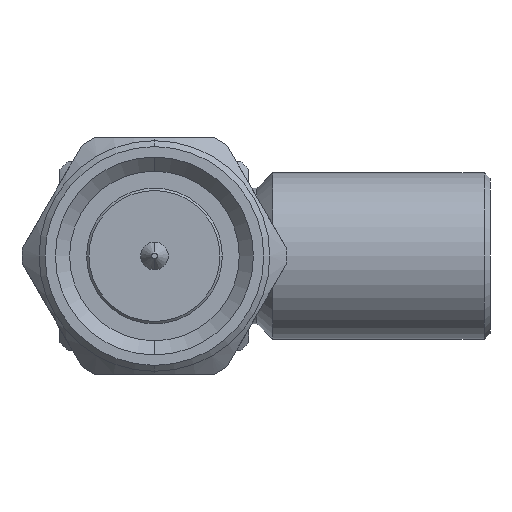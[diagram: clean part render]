
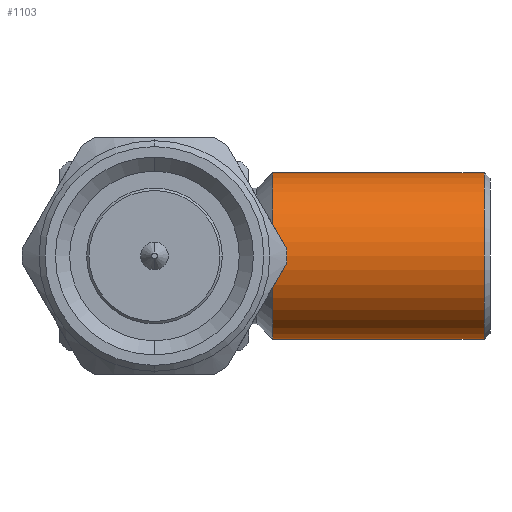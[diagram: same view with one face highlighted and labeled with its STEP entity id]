
A CAD part, left-side view. The second image highlights one B-rep face of the part: STEP entity #1103.
In plain terms, the highlighted cylindrical face has radius 2.8 mm (diameter 5.6 mm), a partial arc.
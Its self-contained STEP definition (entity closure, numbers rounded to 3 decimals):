
#75 = EDGE_CURVE ( 'NONE', #1946, #2118, #708, .T. ) ;
#92 = DIRECTION ( 'NONE',  ( 0., 1., 0. ) ) ;
#160 = ORIENTED_EDGE ( 'NONE', *, *, #695, .T. ) ;
#200 = DIRECTION ( 'NONE',  ( 0., 0., -1. ) ) ;
#267 = ORIENTED_EDGE ( 'NONE', *, *, #1442, .F. ) ;
#400 = LINE ( 'NONE', #575, #984 ) ;
#575 = CARTESIAN_POINT ( 'NONE',  ( 0., -7.575, -2.8 ) ) ;
#695 = EDGE_CURVE ( 'NONE', #2118, #2582, #1770, .T. ) ;
#708 = CIRCLE ( 'NONE', #1900, 2.8 ) ;
#727 = DIRECTION ( 'NONE',  ( 0., 0., 1. ) ) ;
#894 = DIRECTION ( 'NONE',  ( 0., 1., 0. ) ) ;
#969 = CARTESIAN_POINT ( 'NONE',  ( 0., -7.575, 2.8 ) ) ;
#984 = VECTOR ( 'NONE', #2104, 1000. ) ;
#1103 = ADVANCED_FACE ( 'NONE', ( #2040 ), #1973, .T. ) ;
#1115 = VERTEX_POINT ( 'NONE', #2726 ) ;
#1143 = CARTESIAN_POINT ( 'NONE',  ( 0., -11.075, 2.8 ) ) ;
#1177 = EDGE_LOOP ( 'NONE', ( #1518, #2171, #160, #267 ) ) ;
#1198 = AXIS2_PLACEMENT_3D ( 'NONE', #2278, #2491, #727 ) ;
#1202 = VECTOR ( 'NONE', #92, 1000. ) ;
#1426 = AXIS2_PLACEMENT_3D ( 'NONE', #2850, #1515, #200 ) ;
#1442 = EDGE_CURVE ( 'NONE', #1115, #2582, #1939, .T. ) ;
#1515 = DIRECTION ( 'NONE',  ( 0., 1., 0. ) ) ;
#1518 = ORIENTED_EDGE ( 'NONE', *, *, #2846, .F. ) ;
#1729 = CARTESIAN_POINT ( 'NONE',  ( 0., -11.075, -2.8 ) ) ;
#1770 = LINE ( 'NONE', #969, #1202 ) ;
#1900 = AXIS2_PLACEMENT_3D ( 'NONE', #2215, #894, #2442 ) ;
#1939 = CIRCLE ( 'NONE', #1426, 2.8 ) ;
#1946 = VERTEX_POINT ( 'NONE', #1729 ) ;
#1973 = CYLINDRICAL_SURFACE ( 'NONE', #1198, 2.8 ) ;
#2040 = FACE_OUTER_BOUND ( 'NONE', #1177, .T. ) ;
#2104 = DIRECTION ( 'NONE',  ( 0., 1., 0. ) ) ;
#2118 = VERTEX_POINT ( 'NONE', #1143 ) ;
#2171 = ORIENTED_EDGE ( 'NONE', *, *, #75, .T. ) ;
#2215 = CARTESIAN_POINT ( 'NONE',  ( 0., -11.075, 0. ) ) ;
#2235 = CARTESIAN_POINT ( 'NONE',  ( 0., -3.97, 2.8 ) ) ;
#2278 = CARTESIAN_POINT ( 'NONE',  ( 0., -7.575, 0. ) ) ;
#2442 = DIRECTION ( 'NONE',  ( 0., 0., 1. ) ) ;
#2491 = DIRECTION ( 'NONE',  ( 0., 1., 0. ) ) ;
#2582 = VERTEX_POINT ( 'NONE', #2235 ) ;
#2726 = CARTESIAN_POINT ( 'NONE',  ( 0., -3.97, -2.8 ) ) ;
#2846 = EDGE_CURVE ( 'NONE', #1946, #1115, #400, .T. ) ;
#2850 = CARTESIAN_POINT ( 'NONE',  ( 0., -3.97, 0. ) ) ;
